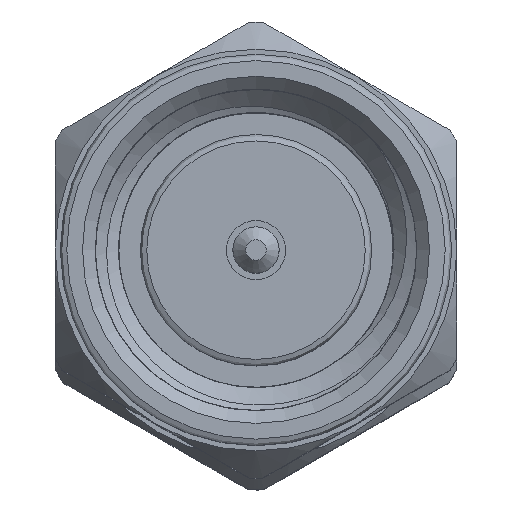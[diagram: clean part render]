
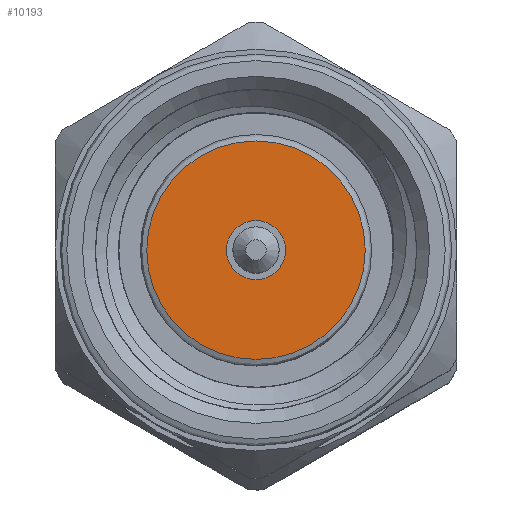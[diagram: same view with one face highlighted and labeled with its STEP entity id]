
A CAD part, top view. The second image highlights one B-rep face of the part: STEP entity #10193.
In plain terms, the highlighted face is planar.
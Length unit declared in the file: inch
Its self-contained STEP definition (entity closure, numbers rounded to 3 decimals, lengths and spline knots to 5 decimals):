
#109 = ORIENTED_EDGE ( 'NONE', *, *, #11902, .F. ) ;
#110 = EDGE_LOOP ( 'NONE', ( #2422 ) ) ;
#989 = EDGE_CURVE ( 'NONE', #11144, #11144, #4340, .T. ) ;
#1132 = DIRECTION ( 'NONE',  ( -1., 0., 0. ) ) ;
#1381 = AXIS2_PLACEMENT_3D ( 'NONE', #11642, #5872, #8851 ) ;
#2422 = ORIENTED_EDGE ( 'NONE', *, *, #989, .T. ) ;
#3633 = AXIS2_PLACEMENT_3D ( 'NONE', #6989, #1132, #11844 ) ;
#3893 = EDGE_LOOP ( 'NONE', ( #109 ) ) ;
#4340 = CIRCLE ( 'NONE', #3633, 0.085 ) ;
#5175 = FACE_OUTER_BOUND ( 'NONE', #110, .T. ) ;
#5240 = CARTESIAN_POINT ( 'NONE',  ( -0.735, 0., 0. ) ) ;
#5872 = DIRECTION ( 'NONE',  ( -1., 0., 0. ) ) ;
#5882 = AXIS2_PLACEMENT_3D ( 'NONE', #5240, #6417, #12132 ) ;
#6417 = DIRECTION ( 'NONE',  ( -1., 0., 0. ) ) ;
#6989 = CARTESIAN_POINT ( 'NONE',  ( -0.735, 0., 0. ) ) ;
#7452 = VERTEX_POINT ( 'NONE', #8067 ) ;
#8067 = CARTESIAN_POINT ( 'NONE',  ( -0.735, 0., 0.023 ) ) ;
#8851 = DIRECTION ( 'NONE',  ( 0., 0., 1. ) ) ;
#9729 = PLANE ( 'NONE',  #1381 ) ;
#10193 = ADVANCED_FACE ( 'NONE', ( #11942, #5175 ), #9729, .T. ) ;
#11144 = VERTEX_POINT ( 'NONE', #11661 ) ;
#11642 = CARTESIAN_POINT ( 'NONE',  ( -0.735, 0.15225, 0. ) ) ;
#11661 = CARTESIAN_POINT ( 'NONE',  ( -0.735, 0., 0.085 ) ) ;
#11844 = DIRECTION ( 'NONE',  ( 0., 0., 1. ) ) ;
#11902 = EDGE_CURVE ( 'NONE', #7452, #7452, #12396, .T. ) ;
#11942 = FACE_BOUND ( 'NONE', #3893, .T. ) ;
#12132 = DIRECTION ( 'NONE',  ( 0., 0., 1. ) ) ;
#12396 = CIRCLE ( 'NONE', #5882, 0.023 ) ;
